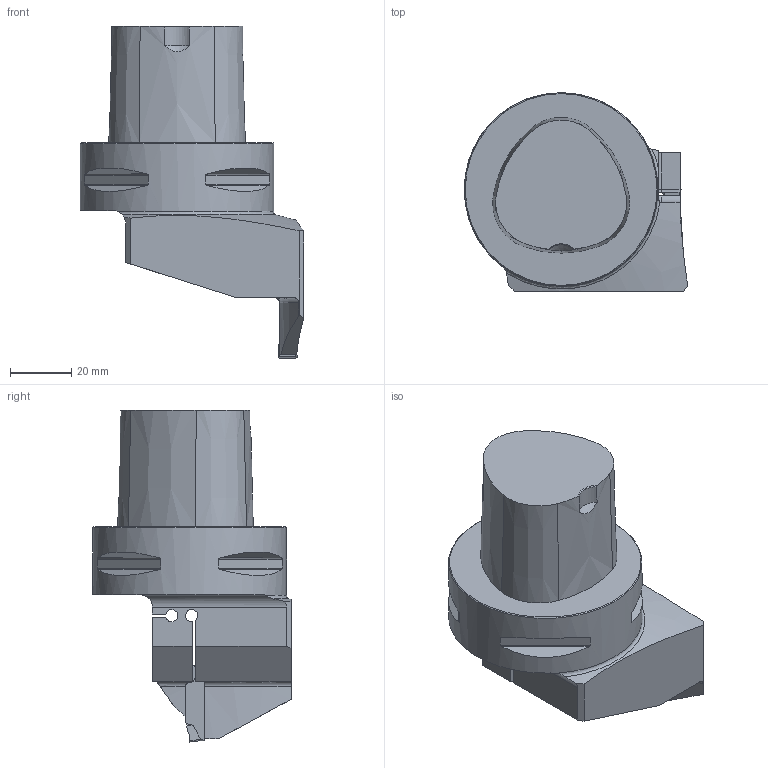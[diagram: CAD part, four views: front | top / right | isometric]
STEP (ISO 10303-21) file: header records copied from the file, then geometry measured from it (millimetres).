
FILE_DESCRIPTION(/* description */ (''),/* implementation_level */ '2;1');
FILE_NAME(/* name */ 'TOOLASSEMBLY_1.STP',/* time_stamp */ '2022-10-26T08:11:00+02:00',/* author */ (''),/* organization */ ('SMS'),/* preprocessor_version */ 'ST-DEVELOPER v16.7',/* originating_system */ 'SIEMENS PLM Software NX 12.0',/* authorisation */ '');
FILE_SCHEMA (('AUTOMOTIVE_DESIGN { 1 0 10303 214 3 1 1 1 }'));
Length unit declared in the file: millimetre
Products named in the file (4): ASSEMBLY_CONSTRUCTION; CUT_20221026081001; NOCUT_20221026080906; TOOLASSEMBLY_1
Assembly tree (3 placements, depth 2):
  TOOLASSEMBLY_1
    NOCUT_20221026080906
    CUT_20221026081001
    ASSEMBLY_CONSTRUCTION
Bounding box: 72.67 x 64.5 x 108 mm (x, y, z)
Volume: 182478.3 mm3; surface area: 26435.2 mm2
Topology: 2 solids, 2 shells, 118 faces, 325 edges, 220 vertices
Faces by surface type: plane 71, cylinder 27, cone 11, torus 5, extrusion 4
Full cylindrical faces by diameter (mm): 63 x1
Entity records: 4395 total; most frequent: CARTESIAN_POINT 1283, ORIENTED_EDGE 642, DIRECTION 591, EDGE_CURVE 321, VERTEX_POINT 214, AXIS2_PLACEMENT_3D 202, VECTOR 187, LINE 183
